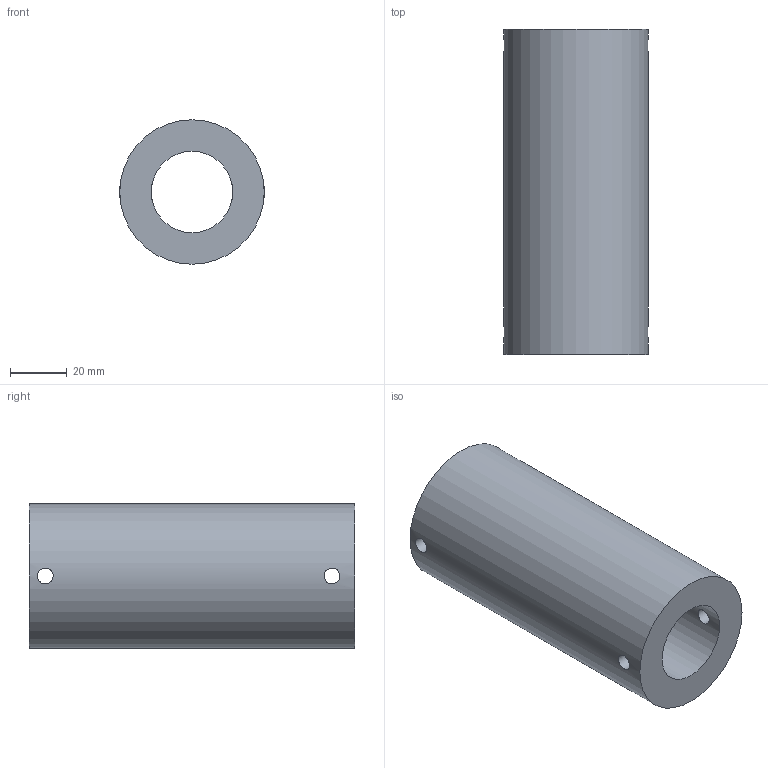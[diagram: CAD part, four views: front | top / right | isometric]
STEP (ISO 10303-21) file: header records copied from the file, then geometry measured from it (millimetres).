
FILE_DESCRIPTION(/* description */ (''),/* implementation_level */ '2;1');
FILE_NAME(/* name */ 'Roller.stp',/* time_stamp */ '2025-01-28T09:06:45-06:00',/* author */ ('parva'),/* organization */ (''),/* preprocessor_version */ 'ST-DEVELOPER v18.1',/* originating_system */ 'Autodesk Inventor 2022',/* authorisation */ '');
FILE_SCHEMA (('AUTOMOTIVE_DESIGN { 1 0 10303 214 3 1 1 }'));
Length unit declared in the file: inch
Products named in the file (1): Roller
Bounding box: 50.8 x 114.3 x 50.8 mm (x, y, z)
Volume: 157285.4 mm3; surface area: 31858.9 mm2
Topology: 1 solids, 1 shells, 8 faces, 38 edges, 28 vertices
Faces by surface type: cylinder 6, plane 2
Full cylindrical faces by diameter (mm): 5.556 x4, 28.575 x1, 50.8 x1
Entity records: 685 total; most frequent: CARTESIAN_POINT 355, ORIENTED_EDGE 76, EDGE_CURVE 38, DIRECTION 36, VERTEX_POINT 28, B_SPLINE_CURVE_WITH_KNOTS 24, EDGE_LOOP 14, AXIS2_PLACEMENT_3D 13
